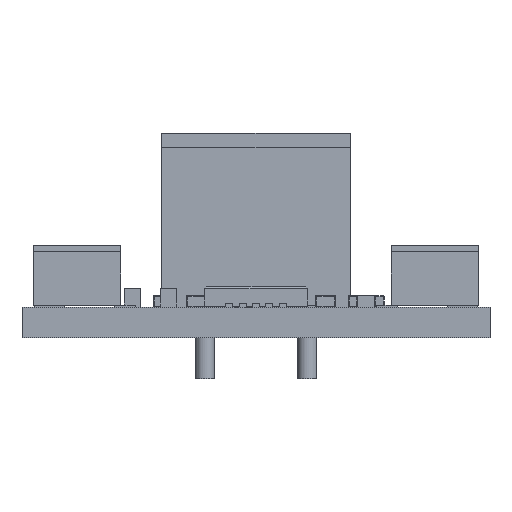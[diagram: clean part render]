
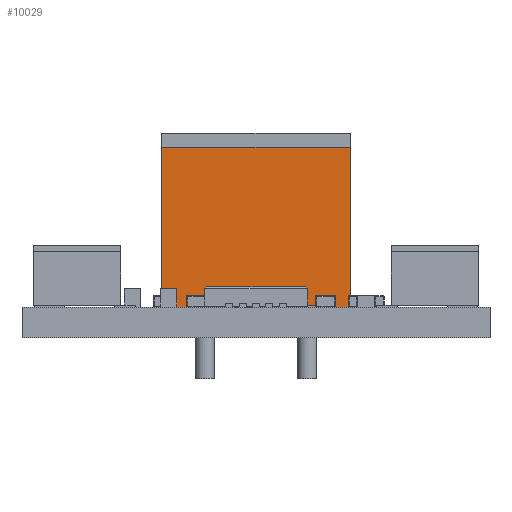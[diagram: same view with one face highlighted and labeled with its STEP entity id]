
A CAD part, left-side view. The second image highlights one B-rep face of the part: STEP entity #10029.
In plain terms, the highlighted face is planar.
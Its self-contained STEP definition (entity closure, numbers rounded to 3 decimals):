
#1077=FACE_OUTER_BOUND('',#1615,.T.);
#1615=EDGE_LOOP('',(#7923,#7924,#7925,#7926));
#2751=LINE('',#15610,#3795);
#2752=LINE('',#15612,#3796);
#2753=LINE('',#15614,#3797);
#2754=LINE('',#15615,#3798);
#3795=VECTOR('',#12744,10.);
#3796=VECTOR('',#12745,10.);
#3797=VECTOR('',#12746,10.);
#3798=VECTOR('',#12747,10.);
#4610=VERTEX_POINT('',#15608);
#4611=VERTEX_POINT('',#15609);
#4612=VERTEX_POINT('',#15611);
#4613=VERTEX_POINT('',#15613);
#5761=EDGE_CURVE('',#4610,#4611,#2751,.T.);
#5762=EDGE_CURVE('',#4610,#4612,#2752,.T.);
#5763=EDGE_CURVE('',#4613,#4612,#2753,.T.);
#5764=EDGE_CURVE('',#4611,#4613,#2754,.T.);
#7923=ORIENTED_EDGE('',*,*,#5761,.F.);
#7924=ORIENTED_EDGE('',*,*,#5762,.T.);
#7925=ORIENTED_EDGE('',*,*,#5763,.F.);
#7926=ORIENTED_EDGE('',*,*,#5764,.F.);
#9213=PLANE('',#10713);
#10029=ADVANCED_FACE('',(#1077),#9213,.T.);
#10713=AXIS2_PLACEMENT_3D('',#15607,#12742,#12743);
#12742=DIRECTION('center_axis',(0.,-1.,0.));
#12743=DIRECTION('ref_axis',(0.,0.,
1.));
#12744=DIRECTION('',(0.,0.,-1.));
#12745=DIRECTION('',(-1.,0.,0.));
#12746=DIRECTION('',(0.,0.,1.));
#12747=DIRECTION('',(-1.,0.,0.));
#15607=CARTESIAN_POINT('Origin',(4.6,-1.7,0.));
#15608=CARTESIAN_POINT('',(4.6,-1.7,7.8));
#15609=CARTESIAN_POINT('',(4.6,-1.7,0.));
#15610=CARTESIAN_POINT('',(4.6,-1.7,7.8));
#15611=CARTESIAN_POINT('',(-4.6,-1.7,7.8));
#15612=CARTESIAN_POINT('',(4.6,-1.7,7.8));
#15613=CARTESIAN_POINT('',(-4.6,-1.7,0.));
#15614=CARTESIAN_POINT('',(-4.6,-1.7,7.8));
#15615=CARTESIAN_POINT('',(4.6,-1.7,0.));
